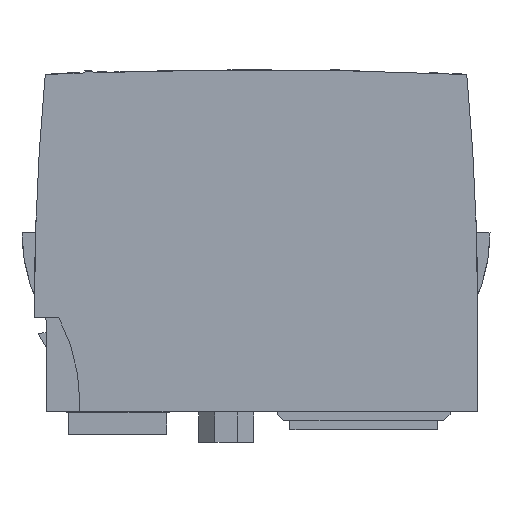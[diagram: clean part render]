
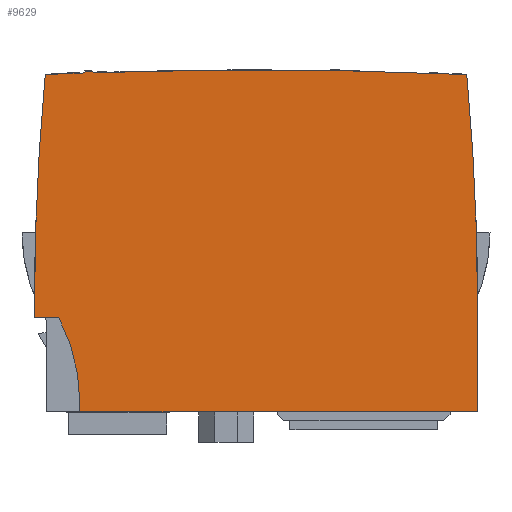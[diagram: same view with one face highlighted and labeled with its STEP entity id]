
A CAD part, left-side view. The second image highlights one B-rep face of the part: STEP entity #9629.
In plain terms, the highlighted planar face has unit normal (-1, 0, 0).
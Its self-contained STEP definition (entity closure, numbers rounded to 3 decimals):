
#8270=FACE_OUTER_BOUND('',#12406,.T.);
#9629=ADVANCED_FACE('',(#8270),#10697,.T.);
#10697=PLANE('',#27175);
#11518=CIRCLE('',#27097,750.);
#11543=CIRCLE('',#27151,28.3);
#11549=CIRCLE('',#27163,391.5);
#11550=CIRCLE('',#27165,750.);
#11553=CIRCLE('',#27169,2.3);
#11555=CIRCLE('',#27172,391.5);
#12406=EDGE_LOOP('',(#14114,#14115,#14116,#14117,#14118,#14119,#14120,#14121,
#14122,#14123,#14124));
#14114=ORIENTED_EDGE('',*,*,#21015,.F.);
#14115=ORIENTED_EDGE('',*,*,#21047,.F.);
#14116=ORIENTED_EDGE('',*,*,#20568,.F.);
#14117=ORIENTED_EDGE('',*,*,#21044,.F.);
#14118=ORIENTED_EDGE('',*,*,#21038,.F.);
#14119=ORIENTED_EDGE('',*,*,#21036,.F.);
#14120=ORIENTED_EDGE('',*,*,#21030,.F.);
#14121=ORIENTED_EDGE('',*,*,#21027,.F.);
#14122=ORIENTED_EDGE('',*,*,#21008,.F.);
#14123=ORIENTED_EDGE('',*,*,#21005,.F.);
#14124=ORIENTED_EDGE('',*,*,#20602,.F.);
#18818=VERTEX_POINT('',#33673);
#18819=VERTEX_POINT('',#33674);
#18851=VERTEX_POINT('',#33740);
#18852=VERTEX_POINT('',#33742);
#19236=VERTEX_POINT('',#34548);
#19238=VERTEX_POINT('',#34554);
#19244=VERTEX_POINT('',#34567);
#19251=VERTEX_POINT('',#34587);
#19254=VERTEX_POINT('',#34597);
#19258=VERTEX_POINT('',#34608);
#19259=VERTEX_POINT('',#34612);
#20568=EDGE_CURVE('',#18818,#18819,#11518,.T.);
#20602=EDGE_CURVE('',#18851,#18852,#23186,.T.);
#21005=EDGE_CURVE('',#18852,#19236,#23574,.T.);
#21008=EDGE_CURVE('',#19236,#19238,#11543,.T.);
#21015=EDGE_CURVE('',#19244,#18851,#23582,.T.);
#21027=EDGE_CURVE('',#19238,#19251,#23591,.T.);
#21030=EDGE_CURVE('',#19251,#19254,#23594,.T.);
#21036=EDGE_CURVE('',#19254,#19258,#11549,.T.);
#21038=EDGE_CURVE('',#19258,#19259,#11550,.T.);
#21044=EDGE_CURVE('',#19259,#18818,#11553,.T.);
#21047=EDGE_CURVE('',#18819,#19244,#11555,.T.);
#23186=LINE('',#33741,#25123);
#23574=LINE('',#34547,#25511);
#23582=LINE('',#34568,#25519);
#23591=LINE('',#34590,#25528);
#23594=LINE('',#34596,#25531);
#25123=VECTOR('',#28662,1.);
#25511=VECTOR('',#29118,1.);
#25519=VECTOR('',#29134,1.);
#25528=VECTOR('',#29155,1.);
#25531=VECTOR('',#29160,1.);
#27097=AXIS2_PLACEMENT_3D('',#33672,#28609,#28610);
#27151=AXIS2_PLACEMENT_3D('',#34553,#29124,#29125);
#27163=AXIS2_PLACEMENT_3D('',#34607,#29170,#29171);
#27165=AXIS2_PLACEMENT_3D('',#34611,#29175,#29176);
#27169=AXIS2_PLACEMENT_3D('',#34623,#29186,#29187);
#27172=AXIS2_PLACEMENT_3D('',#34629,#29193,#29194);
#27175=AXIS2_PLACEMENT_3D('',#34632,#29199,#29200);
#28609=DIRECTION('',(1.,0.,0.));
#28610=DIRECTION('',(0.,0.034,0.999));
#28662=DIRECTION('',(0.,1.,0.));
#29118=DIRECTION('',(0.,0.,1.));
#29124=DIRECTION('',(-1.,0.,0.));
#29125=DIRECTION('',(0.,-0.884,0.467));
#29134=DIRECTION('',(0.,0.,-1.));
#29155=DIRECTION('',(0.,1.,0.));
#29160=DIRECTION('',(0.,0.,1.));
#29170=DIRECTION('',(1.,0.,0.));
#29171=DIRECTION('',(0.,1.,0.));
#29175=DIRECTION('',(1.,0.,0.));
#29176=DIRECTION('',(0.,0.043,0.999));
#29186=DIRECTION('',(1.,0.,0.));
#29187=DIRECTION('',(0.,0.431,0.902));
#29193=DIRECTION('',(1.,0.,0.));
#29194=DIRECTION('',(0.,-0.996,0.09));
#29199=DIRECTION('',(-1.,0.,0.));
#29200=DIRECTION('',(0.,0.,1.));
#33672=CARTESIAN_POINT('',(-7.5,2.65,-683.));
#33673=CARTESIAN_POINT('',(-7.5,27.918,66.574));
#33674=CARTESIAN_POINT('',(-7.5,-30.316,66.275));
#33740=CARTESIAN_POINT('',(-7.5,-32.,13.5));
#33741=CARTESIAN_POINT('',(-7.5,-32.,13.5));
#33742=CARTESIAN_POINT('',(-7.5,30.2,13.5));
#34547=CARTESIAN_POINT('',(-7.5,30.2,13.5));
#34548=CARTESIAN_POINT('',(-7.5,30.2,15.));
#34553=CARTESIAN_POINT('',(-7.5,58.5,15.));
#34554=CARTESIAN_POINT('',(-7.5,33.483,28.23));
#34567=CARTESIAN_POINT('',(-7.5,-32.,30.));
#34568=CARTESIAN_POINT('',(-7.5,-32.,30.));
#34587=CARTESIAN_POINT('',(-7.5,37.3,28.23));
#34590=CARTESIAN_POINT('',(-7.5,33.483,28.23));
#34596=CARTESIAN_POINT('',(-7.5,37.3,28.23));
#34597=CARTESIAN_POINT('',(-7.5,37.3,30.));
#34607=CARTESIAN_POINT('',(-7.5,-354.2,30.));
#34608=CARTESIAN_POINT('',(-7.5,35.616,66.275));
#34611=CARTESIAN_POINT('',(-7.5,2.65,-683.));
#34612=CARTESIAN_POINT('',(-7.5,29.828,66.507));
#34623=CARTESIAN_POINT('',(-7.5,28.8,64.45));
#34629=CARTESIAN_POINT('',(-7.5,359.5,30.));
#34632=CARTESIAN_POINT('',(-7.5,58.5,15.));
